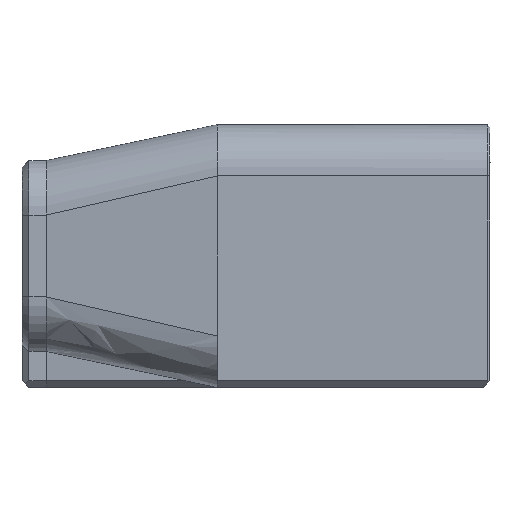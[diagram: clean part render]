
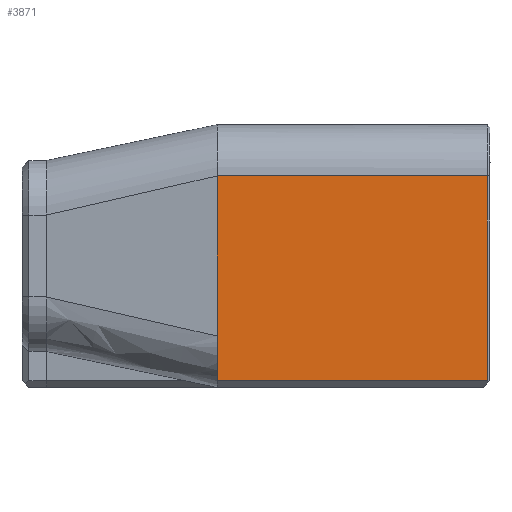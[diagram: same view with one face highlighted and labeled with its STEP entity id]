
A CAD part, left-side view. The second image highlights one B-rep face of the part: STEP entity #3871.
In plain terms, the highlighted planar face has unit normal (-1, 0, 0).
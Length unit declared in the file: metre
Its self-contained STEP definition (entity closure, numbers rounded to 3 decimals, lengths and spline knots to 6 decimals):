
#591=ORIENTED_EDGE('',*,*,#1669,.T.);
#592=ORIENTED_EDGE('',*,*,#1670,.T.);
#593=ORIENTED_EDGE('',*,*,#1671,.T.);
#594=ORIENTED_EDGE('',*,*,#1563,.F.);
#595=ORIENTED_EDGE('',*,*,#1672,.T.);
#1563=EDGE_CURVE('',#2121,#2119,#2425,.T.);
#1669=EDGE_CURVE('',#2198,#2199,#2500,.T.);
#1670=EDGE_CURVE('',#2199,#2200,#2501,.T.);
#1671=EDGE_CURVE('',#2200,#2119,#2502,.T.);
#1672=EDGE_CURVE('',#2121,#2198,#2503,.T.);
#2119=VERTEX_POINT('',#5999);
#2121=VERTEX_POINT('',#6019);
#2198=VERTEX_POINT('',#6378);
#2199=VERTEX_POINT('',#6379);
#2200=VERTEX_POINT('',#6381);
#2425=LINE('',#6020,#2838);
#2500=LINE('',#6377,#2913);
#2501=LINE('',#6380,#2914);
#2502=LINE('',#6382,#2915);
#2503=LINE('',#6383,#2916);
#2838=VECTOR('',#4582,1.);
#2913=VECTOR('',#4767,1.);
#2914=VECTOR('',#4768,1.);
#2915=VECTOR('',#4769,1.);
#2916=VECTOR('',#4770,1.);
#3195=EDGE_LOOP('',(#591,#592,#593,#594,#595));
#3456=FACE_BOUND('',#3195,.T.);
#3687=PLANE('',#4172);
#3871=ADVANCED_FACE('',(#3456),#3687,.T.);
#4172=AXIS2_PLACEMENT_3D('',#6376,#4765,#4766);
#4582=DIRECTION('',(0.,0.,1.));
#4765=DIRECTION('',(-1.,0.,0.));
#4766=DIRECTION('',(0.,-1.,0.));
#4767=DIRECTION('',(0.,-1.,0.));
#4768=DIRECTION('',(0.,0.,1.));
#4769=DIRECTION('',(0.,1.,0.));
#4770=DIRECTION('',(0.,0.,-1.));
#5999=CARTESIAN_POINT('',(0.061345,-0.005424,0.015125));
#6019=CARTESIAN_POINT('',(0.061345,-0.005424,0.003375));
#6020=CARTESIAN_POINT('',(0.061345,-0.005424,0.00925));
#6376=CARTESIAN_POINT('',(0.061339,-0.025424,0.00925));
#6377=CARTESIAN_POINT('',(0.061339,-0.025424,0.000122));
#6378=CARTESIAN_POINT('',(0.061345,-0.005424,0.000122));
#6379=CARTESIAN_POINT('',(0.061339,-0.025224,0.000122));
#6380=CARTESIAN_POINT('',(0.061339,-0.025224,0.015125));
#6381=CARTESIAN_POINT('',(0.061339,-0.025224,0.015125));
#6382=CARTESIAN_POINT('',(0.061339,-0.025424,0.015125));
#6383=CARTESIAN_POINT('',(0.061345,-0.005424,0.003383));
